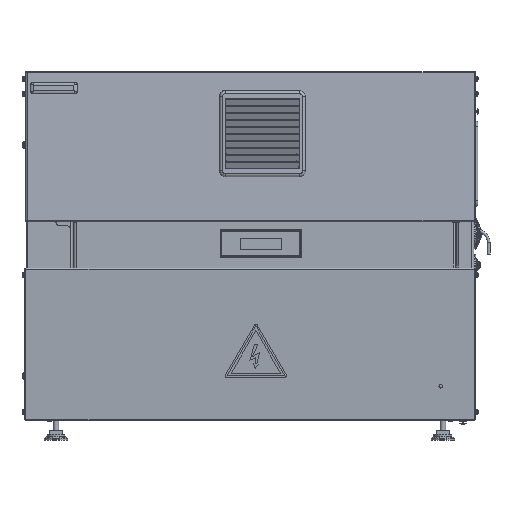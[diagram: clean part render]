
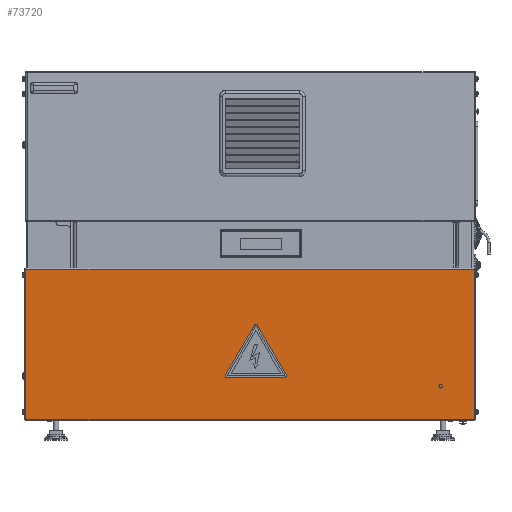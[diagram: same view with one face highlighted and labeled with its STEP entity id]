
A CAD part, top view. The second image highlights one B-rep face of the part: STEP entity #73720.
In plain terms, the highlighted planar face has unit normal (0, -0.052, 0.999).
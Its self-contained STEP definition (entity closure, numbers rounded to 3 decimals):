
#3562=PLANE('',#81060);
#6367=FACE_OUTER_BOUND('',#10195,.T.);
#10195=EDGE_LOOP('',(#65615,#65616,#65617,#65618));
#20599=LINE('',#125835,#27478);
#20600=LINE('',#125840,#27479);
#20623=LINE('',#125922,#27502);
#20625=LINE('',#125925,#27504);
#27478=VECTOR('',#100602,10.);
#27479=VECTOR('',#100609,10.);
#27502=VECTOR('',#100712,10.);
#27504=VECTOR('',#100716,10.);
#36317=VERTEX_POINT('',#125832);
#36318=VERTEX_POINT('',#125834);
#36319=VERTEX_POINT('',#125838);
#36335=VERTEX_POINT('',#125906);
#47607=EDGE_CURVE('',#36318,#36317,#20599,.T.);
#47610=EDGE_CURVE('',#36317,#36319,#20600,.T.);
#47652=EDGE_CURVE('',#36335,#36318,#20623,.T.);
#47654=EDGE_CURVE('',#36319,#36335,#20625,.T.);
#65615=ORIENTED_EDGE('',*,*,#47654,.T.);
#65616=ORIENTED_EDGE('',*,*,#47652,.T.);
#65617=ORIENTED_EDGE('',*,*,#47607,.T.);
#65618=ORIENTED_EDGE('',*,*,#47610,.T.);
#73720=ADVANCED_FACE('',(#6367),#3562,.T.);
#81060=AXIS2_PLACEMENT_3D('',#125926,#100717,#100718);
#100602=DIRECTION('',(-1.,0.,0.));
#100609=DIRECTION('',(0.,-0.999,-0.052));
#100712=DIRECTION('',(0.,0.999,0.052));
#100716=DIRECTION('',(1.,0.,0.));
#100717=DIRECTION('center_axis',(0.,-0.052,
0.999));
#100718=DIRECTION('ref_axis',(1.,0.,0.));
#125832=CARTESIAN_POINT('',(-386.76,-23.553,145.28));
#125834=CARTESIAN_POINT('',(388.74,-23.553,145.28));
#125835=CARTESIAN_POINT('',(194.865,-23.553,145.28));
#125838=CARTESIAN_POINT('',(-386.76,-283.697,131.764));
#125840=CARTESIAN_POINT('',(-386.76,-87.485,141.959));
#125906=CARTESIAN_POINT('',(388.74,-283.697,131.764));
#125922=CARTESIAN_POINT('',(388.74,-219.556,135.097));
#125925=CARTESIAN_POINT('',(-192.885,-283.697,131.764));
#125926=CARTESIAN_POINT('Origin',(0.99,-153.52,138.528));
